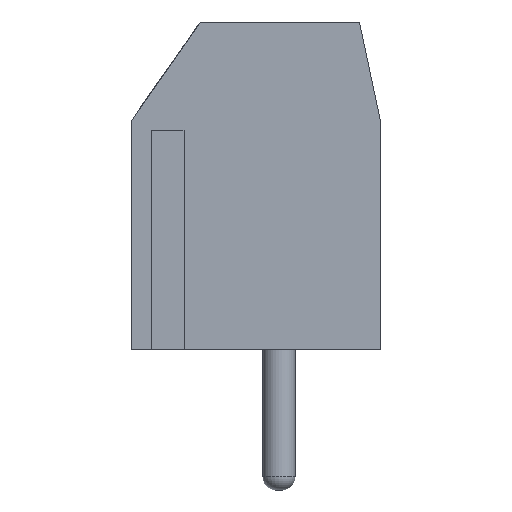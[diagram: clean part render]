
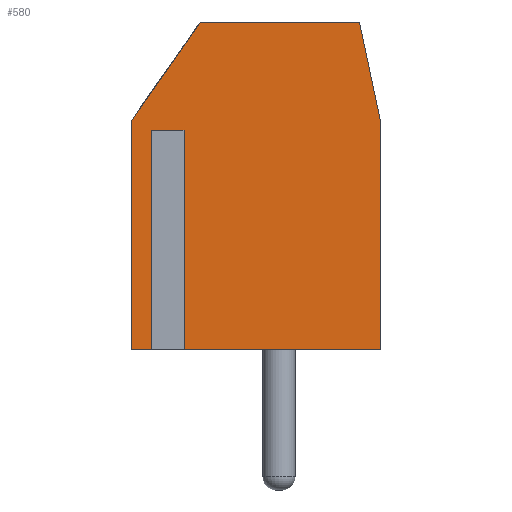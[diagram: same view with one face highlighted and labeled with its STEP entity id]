
A CAD part, left-side view. The second image highlights one B-rep face of the part: STEP entity #580.
In plain terms, the highlighted planar face has unit normal (-1, 0, 0).
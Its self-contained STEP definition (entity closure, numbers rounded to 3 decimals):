
#580=ADVANCED_FACE('',(#2029),#2031,.T.);
#2029=FACE_BOUND('',#2030,.T.);
#2030=EDGE_LOOP('',(#3233,#3234,#3235,#3236,#3237,#3238,#3239,#3240,#3241,#3242));
#2031=PLANE('',#2032);
#2032=AXIS2_PLACEMENT_3D('',#2033,#2034,#2035);
#2033=CARTESIAN_POINT('',(-2.5,0.,0.));
#2034=DIRECTION('',(-1.,0.,0.));
#2035=DIRECTION('',(0.,0.,-1.));
#3233=ORIENTED_EDGE('',*,*,#3978,.F.);
#3234=ORIENTED_EDGE('',*,*,#3979,.F.);
#3235=ORIENTED_EDGE('',*,*,#3980,.F.);
#3236=ORIENTED_EDGE('',*,*,#3981,.T.);
#3237=ORIENTED_EDGE('',*,*,#3982,.T.);
#3238=ORIENTED_EDGE('',*,*,#3983,.T.);
#3239=ORIENTED_EDGE('',*,*,#3929,.T.);
#3240=ORIENTED_EDGE('',*,*,#3973,.T.);
#3241=ORIENTED_EDGE('',*,*,#3984,.T.);
#3242=ORIENTED_EDGE('',*,*,#3985,.T.);
#3929=EDGE_CURVE('',#4314,#4312,#4315,.T.);
#3973=EDGE_CURVE('',#4312,#4390,#4392,.T.);
#3978=EDGE_CURVE('',#4401,#4402,#4403,.T.);
#3979=EDGE_CURVE('',#4404,#4401,#4405,.F.);
#3980=EDGE_CURVE('',#4406,#4404,#4407,.T.);
#3981=EDGE_CURVE('',#4406,#4408,#4409,.T.);
#3982=EDGE_CURVE('',#4408,#4410,#4411,.T.);
#3983=EDGE_CURVE('',#4410,#4314,#4412,.T.);
#3984=EDGE_CURVE('',#4390,#4413,#4414,.T.);
#3985=EDGE_CURVE('',#4413,#4402,#4415,.T.);
#4312=VERTEX_POINT('',#4956);
#4314=VERTEX_POINT('',#4960);
#4315=LINE('',#4961,#4962);
#4390=VERTEX_POINT('',#5126);
#4392=LINE('',#5130,#5131);
#4401=VERTEX_POINT('',#5165);
#4402=VERTEX_POINT('',#5166);
#4403=LINE('',#5167,#5168);
#4404=VERTEX_POINT('',#5170);
#4405=LINE('',#5171,#5172);
#4406=VERTEX_POINT('',#5174);
#4407=LINE('',#5175,#5176);
#4408=VERTEX_POINT('',#5178);
#4409=LINE('',#5179,#5180);
#4410=VERTEX_POINT('',#5182);
#4411=LINE('',#5183,#5184);
#4412=LINE('',#5186,#5187);
#4413=VERTEX_POINT('',#5189);
#4414=LINE('',#5190,#5191);
#4415=LINE('',#5193,#5194);
#4956=CARTESIAN_POINT('',(-2.5,2.399,10.));
#4960=CARTESIAN_POINT('',(-2.5,-2.462,10.));
#4961=CARTESIAN_POINT('',(-2.5,-2.462,10.));
#4962=VECTOR('',#4963,1.);
#4963=DIRECTION('',(0.,1.,0.));
#5126=CARTESIAN_POINT('',(-2.5,4.5,7.));
#5130=CARTESIAN_POINT('',(-2.5,2.399,10.));
#5131=VECTOR('',#5132,1.);
#5132=DIRECTION('',(0.,0.574,-0.819));
#5165=CARTESIAN_POINT('',(-2.5,3.739,6.7));
#5166=CARTESIAN_POINT('',(-2.5,3.739,0.));
#5167=CARTESIAN_POINT('',(-2.5,3.739,6.7));
#5168=VECTOR('',#5169,1.);
#5169=DIRECTION('',(0.,0.,-1.));
#5170=CARTESIAN_POINT('',(-2.5,3.061,6.7));
#5171=CARTESIAN_POINT('',(-2.5,3.739,6.7));
#5172=VECTOR('',#5173,1.);
#5173=DIRECTION('',(0.,-1.,0.));
#5174=CARTESIAN_POINT('',(-2.5,3.061,0.));
#5175=CARTESIAN_POINT('',(-2.5,3.061,0.));
#5176=VECTOR('',#5177,1.);
#5177=DIRECTION('',(0.,0.,1.));
#5178=CARTESIAN_POINT('',(-2.5,-3.1,0.));
#5179=CARTESIAN_POINT('',(-2.5,3.061,0.));
#5180=VECTOR('',#5181,1.);
#5181=DIRECTION('',(0.,-1.,0.));
#5182=CARTESIAN_POINT('',(-2.5,-3.1,7.));
#5183=CARTESIAN_POINT('',(-2.5,-3.1,0.));
#5184=VECTOR('',#5185,1.);
#5185=DIRECTION('',(0.,0.,1.));
#5186=CARTESIAN_POINT('',(-2.5,-3.1,7.));
#5187=VECTOR('',#5188,1.);
#5188=DIRECTION('',(0.,0.208,0.978));
#5189=CARTESIAN_POINT('',(-2.5,4.5,0.));
#5190=CARTESIAN_POINT('',(-2.5,4.5,7.));
#5191=VECTOR('',#5192,1.);
#5192=DIRECTION('',(0.,0.,-1.));
#5193=CARTESIAN_POINT('',(-2.5,4.5,0.));
#5194=VECTOR('',#5195,1.);
#5195=DIRECTION('',(0.,-1.,0.));
